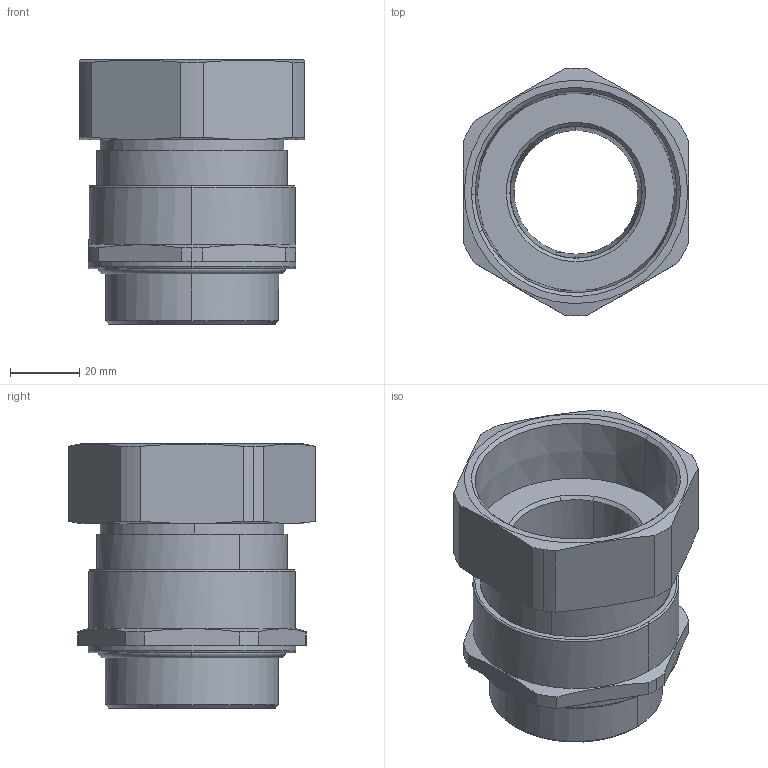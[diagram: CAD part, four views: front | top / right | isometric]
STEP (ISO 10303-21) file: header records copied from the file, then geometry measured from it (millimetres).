
FILE_DESCRIPTION(('CATIA V5 STEP Exchange','CAx-IF Rec.Pracs.--- Model Styling and Organization---1.4--- 2014-01-23'),'2;1');
FILE_NAME ('144286-1_1_1205320000_1205320000.stp','2020-12-24T02:52:51+00:00',('none'),('Weidmueller'),'CATIA Version 5-6 Release 2016 SP3 HF44','CATIA V5 STEP AP214','none');
FILE_SCHEMA(('AUTOMOTIVE_DESIGN { 1 0 10303 214 1 1 1 1 }'));
Length unit declared in the file: millimetre
Products named in the file (1): A2LC_50S-M50-NPT2F-WM
Bounding box: 65 x 71.47 x 76.25 mm (x, y, z)
Volume: 95583 mm3; surface area: 41546.3 mm2
Topology: 3 solids, 3 shells, 123 faces, 301 edges, 190 vertices
Faces by surface type: cylinder 42, cone 33, plane 30, torus 18
Entity records: 3602 total; most frequent: CARTESIAN_POINT 805, ORIENTED_EDGE 602, DIRECTION 484, EDGE_CURVE 301, AXIS2_PLACEMENT_3D 280, VERTEX_POINT 190, CIRCLE 173, EDGE_LOOP 135
